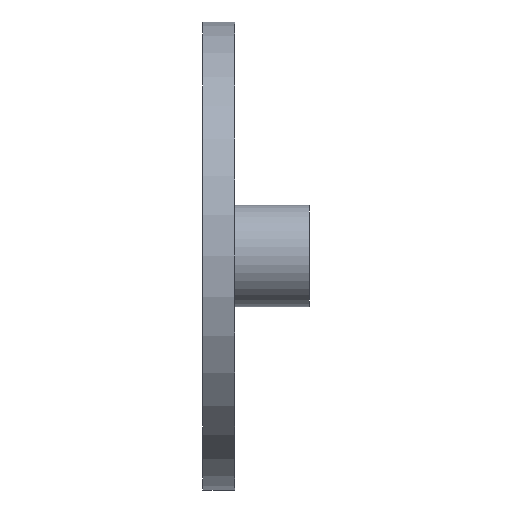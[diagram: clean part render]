
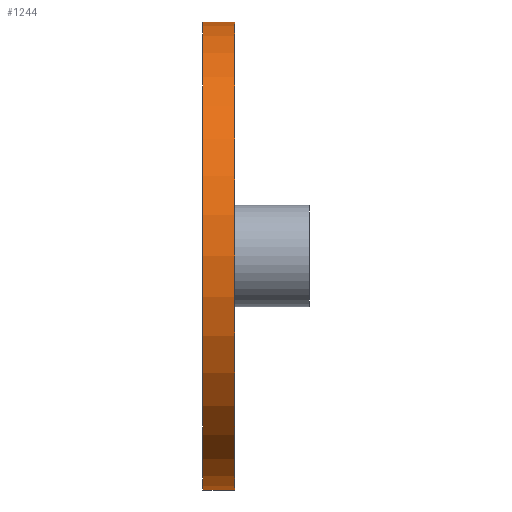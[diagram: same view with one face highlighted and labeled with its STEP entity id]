
A CAD part, left-side view. The second image highlights one B-rep face of the part: STEP entity #1244.
In plain terms, the highlighted cylindrical face has radius 23.5 mm (diameter 47 mm), a partial arc.
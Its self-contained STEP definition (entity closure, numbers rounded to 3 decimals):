
#32 = ORIENTED_EDGE ( 'NONE', *, *, #1242, .F. ) ;
#33 = CIRCLE ( 'NONE', #140, 23.5 ) ;
#51 = CARTESIAN_POINT ( 'NONE',  ( 0., 3.2, 0. ) ) ;
#73 = CYLINDRICAL_SURFACE ( 'NONE', #1237, 23.5 ) ;
#81 = CARTESIAN_POINT ( 'NONE',  ( 0., 0., -23.5 ) ) ;
#104 = VECTOR ( 'NONE', #769, 1000. ) ;
#108 = DIRECTION ( 'NONE',  ( 0., 1., 0. ) ) ;
#140 = AXIS2_PLACEMENT_3D ( 'NONE', #378, #1277, #1078 ) ;
#164 = DIRECTION ( 'NONE',  ( 0., -1., 0. ) ) ;
#181 = CARTESIAN_POINT ( 'NONE',  ( 0., 3.2, 23.5 ) ) ;
#250 = EDGE_CURVE ( 'NONE', #887, #565, #914, .T. ) ;
#353 = EDGE_LOOP ( 'NONE', ( #538, #32, #1104, #1322 ) ) ;
#372 = LINE ( 'NONE', #985, #104 ) ;
#378 = CARTESIAN_POINT ( 'NONE',  ( 0., 3.2, 0. ) ) ;
#385 = EDGE_CURVE ( 'NONE', #1068, #887, #534, .T. ) ;
#410 = VECTOR ( 'NONE', #938, 1000. ) ;
#534 = LINE ( 'NONE', #1156, #410 ) ;
#538 = ORIENTED_EDGE ( 'NONE', *, *, #1286, .F. ) ;
#565 = VERTEX_POINT ( 'NONE', #1213 ) ;
#591 = DIRECTION ( 'NONE',  ( 0., 0., 1. ) ) ;
#681 = FACE_OUTER_BOUND ( 'NONE', #353, .T. ) ;
#769 = DIRECTION ( 'NONE',  ( 0., -1., 0. ) ) ;
#808 = CARTESIAN_POINT ( 'NONE',  ( 0., 0., 0. ) ) ;
#837 = VERTEX_POINT ( 'NONE', #181 ) ;
#858 = CARTESIAN_POINT ( 'NONE',  ( 0., 3.2, -23.5 ) ) ;
#887 = VERTEX_POINT ( 'NONE', #81 ) ;
#914 = CIRCLE ( 'NONE', #1022, 23.5 ) ;
#938 = DIRECTION ( 'NONE',  ( 0., -1., 0. ) ) ;
#985 = CARTESIAN_POINT ( 'NONE',  ( 0., 3.2, 23.5 ) ) ;
#1022 = AXIS2_PLACEMENT_3D ( 'NONE', #808, #108, #591 ) ;
#1068 = VERTEX_POINT ( 'NONE', #858 ) ;
#1078 = DIRECTION ( 'NONE',  ( 0., 0., 1. ) ) ;
#1090 = DIRECTION ( 'NONE',  ( 0., 0., -1. ) ) ;
#1104 = ORIENTED_EDGE ( 'NONE', *, *, #385, .T. ) ;
#1156 = CARTESIAN_POINT ( 'NONE',  ( 0., 3.2, -23.5 ) ) ;
#1213 = CARTESIAN_POINT ( 'NONE',  ( 0., 0., 23.5 ) ) ;
#1237 = AXIS2_PLACEMENT_3D ( 'NONE', #51, #164, #1090 ) ;
#1242 = EDGE_CURVE ( 'NONE', #1068, #837, #33, .T. ) ;
#1244 = ADVANCED_FACE ( 'NONE', ( #681 ), #73, .T. ) ;
#1277 = DIRECTION ( 'NONE',  ( 0., 1., 0. ) ) ;
#1286 = EDGE_CURVE ( 'NONE', #837, #565, #372, .T. ) ;
#1322 = ORIENTED_EDGE ( 'NONE', *, *, #250, .T. ) ;
